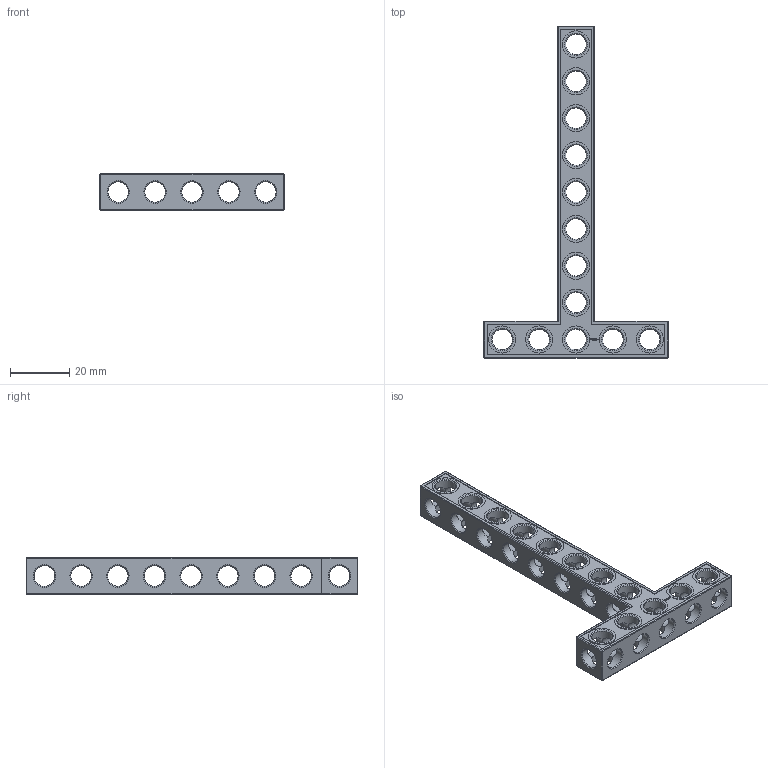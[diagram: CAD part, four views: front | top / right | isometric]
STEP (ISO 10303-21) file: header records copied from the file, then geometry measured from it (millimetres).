
FILE_DESCRIPTION(('FreeCAD Model'),'2;1');
FILE_NAME('Open CASCADE Shape Model','2021-08-07T23:17:32',( 'Paulo Kiefe'),('STEMFIE.org'),'Open CASCADE STEP processor 7.4', 'FreeCAD','Unknown');
FILE_SCHEMA(('AUTOMOTIVE_DESIGN { 1 0 10303 214 1 1 1 1 }'));
Products named in the file (1): Beam_TSH_SYM_ESS_BU05x09x01_-_SPN-BEM-1026_(stemfie.org)
Bounding box: 62.5 x 112.5 x 12.5 mm (x, y, z)
Volume: 12686.6 mm3; surface area: 11481 mm2
Topology: 1 solids, 1 shells, 676 faces, 1983 edges, 1303 vertices
Faces by surface type: plane 387, extrusion 156, cylinder 79, cone 54
Full cylindrical faces by diameter (mm): 7 x66, 9.2 x13
Entity records: 79971 total; most frequent: CARTESIAN_POINT 37744, DIRECTION 6107, VECTOR 4298, LINE 4142, ORIENTED_EDGE 3966, PCURVE 3966, DEFINITIONAL_REPRESENTATION 3966, EDGE_CURVE 1983
